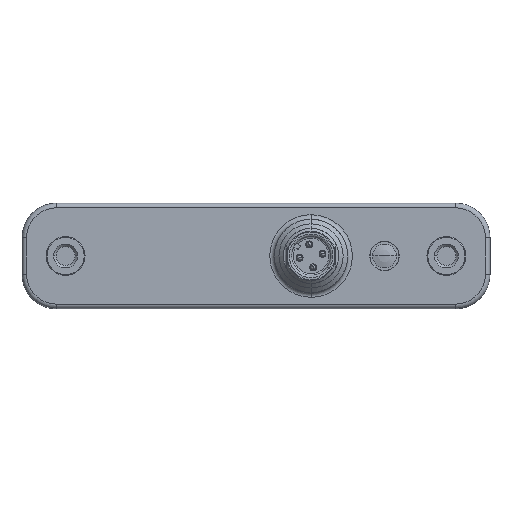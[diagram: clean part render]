
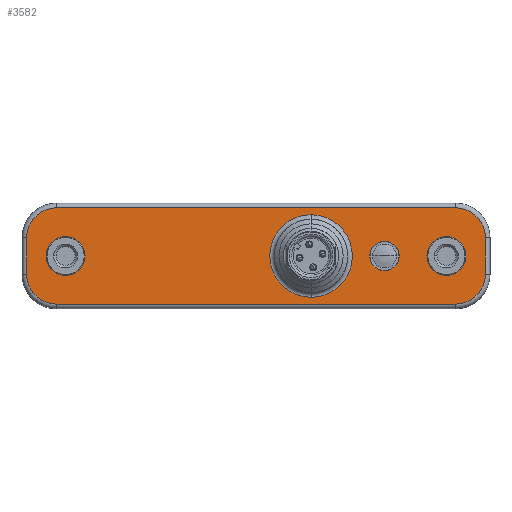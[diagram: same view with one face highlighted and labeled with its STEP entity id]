
A CAD part, top view. The second image highlights one B-rep face of the part: STEP entity #3582.
In plain terms, the highlighted face is planar.
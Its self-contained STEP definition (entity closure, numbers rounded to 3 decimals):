
#1365=CARTESIAN_POINT('',(-43.5,0.,4.));
#1366=DIRECTION('',(0.,1.,0.));
#1367=DIRECTION('',(-1.,0.,0.));
#1368=AXIS2_PLACEMENT_3D('',#1365,#1366,#1367);
#1373=CARTESIAN_POINT('',(43.5,0.,4.));
#1374=DIRECTION('',(0.,1.,0.));
#1375=DIRECTION('',(0.,0.,1.));
#1376=AXIS2_PLACEMENT_3D('',#1373,#1374,#1375);
#1381=CARTESIAN_POINT('',(43.5,0.,-4.));
#1382=DIRECTION('',(0.,1.,0.));
#1383=DIRECTION('',(1.,0.,0.));
#1384=AXIS2_PLACEMENT_3D('',#1381,#1382,#1383);
#1389=CARTESIAN_POINT('',(-43.5,0.,-4.));
#1390=DIRECTION('',(0.,1.,0.));
#1391=DIRECTION('',(0.,0.,-1.));
#1392=AXIS2_PLACEMENT_3D('',#1389,#1390,#1391);
#1397=CARTESIAN_POINT('',(41.5,0.,0.));
#1398=DIRECTION('',(0.,-1.,0.));
#1399=DIRECTION('',(-1.,0.,0.));
#1400=AXIS2_PLACEMENT_3D('',#1397,#1398,#1399);
#1405=CARTESIAN_POINT('',(41.5,0.,0.));
#1406=DIRECTION('',(0.,-1.,0.));
#1407=DIRECTION('',(1.,0.,0.));
#1408=AXIS2_PLACEMENT_3D('',#1405,#1406,#1407);
#1413=CARTESIAN_POINT('',(-41.5,0.,0.));
#1414=DIRECTION('',(0.,-1.,0.));
#1415=DIRECTION('',(-1.,0.,0.));
#1416=AXIS2_PLACEMENT_3D('',#1413,#1414,#1415);
#1421=CARTESIAN_POINT('',(-41.5,0.,0.));
#1422=DIRECTION('',(0.,-1.,0.));
#1423=DIRECTION('',(1.,0.,0.));
#1424=AXIS2_PLACEMENT_3D('',#1421,#1422,#1423);
#1429=CARTESIAN_POINT('',(28.,0.,0.));
#1430=DIRECTION('',(0.,-1.,0.));
#1431=DIRECTION('',(1.,0.,0.));
#1432=AXIS2_PLACEMENT_3D('',#1429,#1430,#1431);
#1437=CARTESIAN_POINT('',(28.,0.,0.));
#1438=DIRECTION('',(0.,-1.,0.));
#1439=DIRECTION('',(-1.,0.,0.));
#1440=AXIS2_PLACEMENT_3D('',#1437,#1438,#1439);
#1445=CARTESIAN_POINT('',(12.,0.,0.));
#1446=DIRECTION('',(0.,-1.,0.));
#1447=DIRECTION('',(-0.001,0.,1.));
#1448=AXIS2_PLACEMENT_3D('',#1445,#1446,#1447);
#1453=CARTESIAN_POINT('',(12.,0.,0.));
#1454=DIRECTION('',(0.,-1.,0.));
#1455=DIRECTION('',(0.001,0.,-1.));
#1456=AXIS2_PLACEMENT_3D('',#1453,#1454,#1455);
#1485=DIRECTION('',(0.,0.,-1.));
#1486=VECTOR('',#1485,8.);
#1487=CARTESIAN_POINT('',(-50.,0.,4.));
#1488=LINE('',#1487,#1486);
#1523=DIRECTION('',(1.,0.,0.));
#1524=VECTOR('',#1523,87.);
#1525=CARTESIAN_POINT('',(-43.5,0.,-10.5));
#1526=LINE('',#1525,#1524);
#1561=DIRECTION('',(0.,0.,1.));
#1562=VECTOR('',#1561,8.);
#1563=CARTESIAN_POINT('',(50.,0.,-4.));
#1564=LINE('',#1563,#1562);
#1599=DIRECTION('',(-1.,0.,0.));
#1600=VECTOR('',#1599,87.);
#1601=CARTESIAN_POINT('',(43.5,0.,10.5));
#1602=LINE('',#1601,#1600);
#2324=CARTESIAN_POINT('',(12.,0.,0.));
#2325=DIRECTION('',(0.,1.,0.));
#2326=DIRECTION('',(0.001,0.,-1.));
#2327=AXIS2_PLACEMENT_3D('',#2324,#2325,#2326);
#2356=CARTESIAN_POINT('',(12.,0.,0.));
#2357=DIRECTION('',(0.,1.,0.));
#2358=DIRECTION('',(-0.001,0.,1.));
#2359=AXIS2_PLACEMENT_3D('',#2356,#2357,#2358);
#3140=CARTESIAN_POINT('',(-50.,0.,4.));
#3141=CARTESIAN_POINT('',(-43.5,0.,10.5));
#3142=VERTEX_POINT('',#3140);
#3143=VERTEX_POINT('',#3141);
#3144=CARTESIAN_POINT('',(43.5,0.,10.5));
#3145=VERTEX_POINT('',#3144);
#3146=CARTESIAN_POINT('',(50.,0.,4.));
#3147=VERTEX_POINT('',#3146);
#3148=CARTESIAN_POINT('',(50.,0.,-4.));
#3149=VERTEX_POINT('',#3148);
#3150=CARTESIAN_POINT('',(43.5,0.,-10.5));
#3151=VERTEX_POINT('',#3150);
#3152=CARTESIAN_POINT('',(-43.5,0.,-10.5));
#3153=VERTEX_POINT('',#3152);
#3154=CARTESIAN_POINT('',(-50.,0.,-4.));
#3155=VERTEX_POINT('',#3154);
#3156=CARTESIAN_POINT('',(37.25,0.,0.));
#3157=CARTESIAN_POINT('',(45.75,0.,0.));
#3158=VERTEX_POINT('',#3156);
#3159=VERTEX_POINT('',#3157);
#3160=CARTESIAN_POINT('',(-45.75,0.,0.));
#3161=CARTESIAN_POINT('',(-37.25,0.,0.));
#3162=VERTEX_POINT('',#3160);
#3163=VERTEX_POINT('',#3161);
#3164=CARTESIAN_POINT('',(31.2,0.,0.));
#3165=CARTESIAN_POINT('',(24.8,0.,0.));
#3166=VERTEX_POINT('',#3164);
#3167=VERTEX_POINT('',#3165);
#3168=CARTESIAN_POINT('',(11.993,0.,
9.));
#3169=CARTESIAN_POINT('',(11.812,0.,
-8.998));
#3170=VERTEX_POINT('',#3168);
#3171=VERTEX_POINT('',#3169);
#3172=CARTESIAN_POINT('',(12.007,0.,
-9.));
#3173=VERTEX_POINT('',#3172);
#3174=CARTESIAN_POINT('',(12.188,0.,
8.998));
#3175=VERTEX_POINT('',#3174);
#3532=CARTESIAN_POINT('',(0.,0.,0.));
#3533=DIRECTION('',(0.,1.,0.));
#3534=DIRECTION('',(1.,0.,0.));
#3535=AXIS2_PLACEMENT_3D('',#3532,#3533,#3534);
#3536=PLANE('',#3535);
#3538=ORIENTED_EDGE('',*,*,#3537,.T.);
#3540=ORIENTED_EDGE('',*,*,#3539,.F.);
#3542=ORIENTED_EDGE('',*,*,#3541,.T.);
#3544=ORIENTED_EDGE('',*,*,#3543,.F.);
#3546=ORIENTED_EDGE('',*,*,#3545,.T.);
#3548=ORIENTED_EDGE('',*,*,#3547,.F.);
#3550=ORIENTED_EDGE('',*,*,#3549,.T.);
#3552=ORIENTED_EDGE('',*,*,#3551,.F.);
#3553=EDGE_LOOP('',(#3538,#3540,#3542,#3544,#3546,#3548,#3550,#3552));
#3554=FACE_OUTER_BOUND('',#3553,.F.);
#3556=ORIENTED_EDGE('',*,*,#3555,.T.);
#3558=ORIENTED_EDGE('',*,*,#3557,.T.);
#3559=EDGE_LOOP('',(#3556,#3558));
#3560=FACE_BOUND('',#3559,.F.);
#3562=ORIENTED_EDGE('',*,*,#3561,.T.);
#3564=ORIENTED_EDGE('',*,*,#3563,.T.);
#3565=EDGE_LOOP('',(#3562,#3564));
#3566=FACE_BOUND('',#3565,.F.);
#3567=ORIENTED_EDGE('',*,*,#3522,.T.);
#3569=ORIENTED_EDGE('',*,*,#3568,.T.);
#3570=EDGE_LOOP('',(#3567,#3569));
#3571=FACE_BOUND('',#3570,.F.);
#3573=ORIENTED_EDGE('',*,*,#3572,.T.);
#3575=ORIENTED_EDGE('',*,*,#3574,.F.);
#3577=ORIENTED_EDGE('',*,*,#3576,.T.);
#3579=ORIENTED_EDGE('',*,*,#3578,.F.);
#3580=EDGE_LOOP('',(#3573,#3575,#3577,#3579));
#3581=FACE_BOUND('',#3580,.F.);
#3582=ADVANCED_FACE('',(#3554,#3560,#3566,#3571,#3581),#3536,.F.);
#1369=CIRCLE('',#1368,6.5);
#1377=CIRCLE('',#1376,6.5);
#1385=CIRCLE('',#1384,6.5);
#1393=CIRCLE('',#1392,6.5);
#1401=CIRCLE('',#1400,4.25);
#1409=CIRCLE('',#1408,4.25);
#1417=CIRCLE('',#1416,4.25);
#1425=CIRCLE('',#1424,4.25);
#1433=CIRCLE('',#1432,3.2);
#1441=CIRCLE('',#1440,3.2);
#1449=CIRCLE('',#1448,9.);
#1457=CIRCLE('',#1456,9.);
#2328=CIRCLE('',#2327,9.);
#2360=CIRCLE('',#2359,9.);
#3522=EDGE_CURVE('',#3166,#3167,#1433,.T.);
#3537=EDGE_CURVE('',#3142,#3143,#1369,.T.);
#3539=EDGE_CURVE('',#3145,#3143,#1602,.T.);
#3541=EDGE_CURVE('',#3145,#3147,#1377,.T.);
#3543=EDGE_CURVE('',#3149,#3147,#1564,.T.);
#3545=EDGE_CURVE('',#3149,#3151,#1385,.T.);
#3547=EDGE_CURVE('',#3153,#3151,#1526,.T.);
#3549=EDGE_CURVE('',#3153,#3155,#1393,.T.);
#3551=EDGE_CURVE('',#3142,#3155,#1488,.T.);
#3555=EDGE_CURVE('',#3158,#3159,#1401,.T.);
#3557=EDGE_CURVE('',#3159,#3158,#1409,.T.);
#3561=EDGE_CURVE('',#3162,#3163,#1417,.T.);
#3563=EDGE_CURVE('',#3163,#3162,#1425,.T.);
#3568=EDGE_CURVE('',#3167,#3166,#1441,.T.);
#3572=EDGE_CURVE('',#3170,#3171,#1449,.T.);
#3574=EDGE_CURVE('',#3173,#3171,#2328,.T.);
#3576=EDGE_CURVE('',#3173,#3175,#1457,.T.);
#3578=EDGE_CURVE('',#3170,#3175,#2360,.T.);
